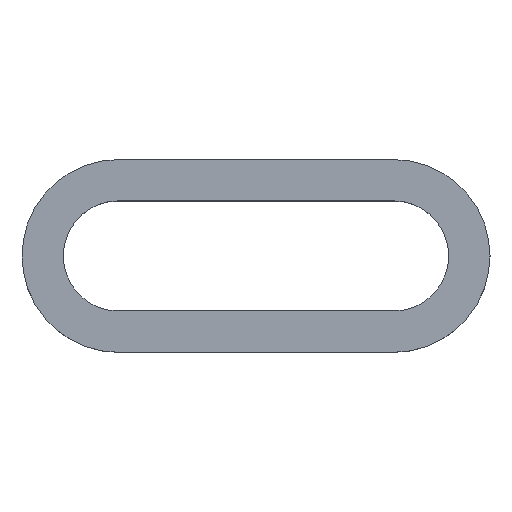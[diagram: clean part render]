
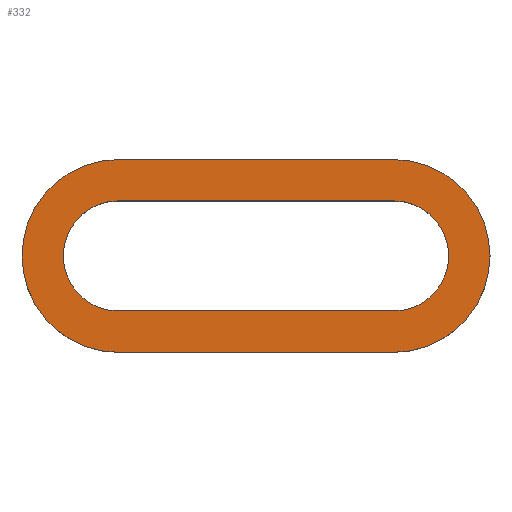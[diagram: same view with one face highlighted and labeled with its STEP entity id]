
A CAD part, top view. The second image highlights one B-rep face of the part: STEP entity #332.
In plain terms, the highlighted planar face has unit normal (0, 0, 1).
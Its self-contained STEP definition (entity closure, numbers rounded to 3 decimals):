
#34=CARTESIAN_POINT('',(-4.2,0.,19.8));
#35=VERTEX_POINT('',#34);
#51=CARTESIAN_POINT('',(-3.,1.2,19.8));
#52=VERTEX_POINT('',#51);
#59=CARTESIAN_POINT('',(-3.,0.,19.8));
#60=DIRECTION('',(0.,0.,1.));
#61=DIRECTION('',(1.,0.,-0.));
#62=AXIS2_PLACEMENT_3D('',#59,#60,#61);
#63=CIRCLE('',#62,1.2);
#64=EDGE_CURVE('',#52,#35,#63,.T.);
#82=CARTESIAN_POINT('',(3.,1.2,19.8));
#83=VERTEX_POINT('',#82);
#90=CARTESIAN_POINT('',(-3.,1.2,19.8));
#91=DIRECTION('',(1.,0.,-0.));
#92=VECTOR('',#91,6.);
#93=LINE('',#90,#92);
#94=EDGE_CURVE('',#52,#83,#93,.T.);
#114=CARTESIAN_POINT('',(3.,-1.2,19.8));
#115=VERTEX_POINT('',#114);
#122=CARTESIAN_POINT('',(3.,0.,19.8));
#123=DIRECTION('',(0.,0.,1.));
#124=DIRECTION('',(1.,0.,-0.));
#125=AXIS2_PLACEMENT_3D('',#122,#123,#124);
#126=CIRCLE('',#125,1.2);
#127=EDGE_CURVE('',#115,#83,#126,.T.);
#148=CARTESIAN_POINT('',(-3.,2.1,19.8));
#149=VERTEX_POINT('',#148);
#156=CARTESIAN_POINT('',(3.,2.1,19.8));
#157=VERTEX_POINT('',#156);
#158=CARTESIAN_POINT('',(-3.,2.1,19.8));
#159=DIRECTION('',(1.,0.,-0.));
#160=VECTOR('',#159,6.);
#161=LINE('',#158,#160);
#162=EDGE_CURVE('',#149,#157,#161,.T.);
#180=CARTESIAN_POINT('',(-5.1,0.,19.8));
#181=VERTEX_POINT('',#180);
#188=CARTESIAN_POINT('',(-3.,0.,19.8));
#189=DIRECTION('',(0.,0.,1.));
#190=DIRECTION('',(1.,0.,-0.));
#191=AXIS2_PLACEMENT_3D('',#188,#189,#190);
#192=CIRCLE('',#191,2.1);
#193=EDGE_CURVE('',#149,#181,#192,.T.);
#221=CARTESIAN_POINT('',(3.,-2.1,19.8));
#222=VERTEX_POINT('',#221);
#229=CARTESIAN_POINT('',(-3.,-2.1,19.8));
#230=VERTEX_POINT('',#229);
#231=CARTESIAN_POINT('',(3.,-2.1,19.8));
#232=DIRECTION('',(-1.,0.,0.));
#233=VECTOR('',#232,6.);
#234=LINE('',#231,#233);
#235=EDGE_CURVE('',#222,#230,#234,.T.);
#259=CARTESIAN_POINT('',(3.,0.,19.8));
#260=DIRECTION('',(0.,0.,1.));
#261=DIRECTION('',(1.,0.,-0.));
#262=AXIS2_PLACEMENT_3D('',#259,#260,#261);
#263=CIRCLE('',#262,2.1);
#264=EDGE_CURVE('',#222,#157,#263,.T.);
#283=CARTESIAN_POINT('',(-3.,-1.2,19.8));
#284=VERTEX_POINT('',#283);
#291=CARTESIAN_POINT('',(3.,-1.2,19.8));
#292=DIRECTION('',(-1.,0.,0.));
#293=VECTOR('',#292,6.);
#294=LINE('',#291,#293);
#295=EDGE_CURVE('',#115,#284,#294,.T.);
#301=CARTESIAN_POINT('',(0.,0.,19.8));
#302=DIRECTION('',(0.,0.,1.));
#303=DIRECTION('',(1.,0.,0.));
#304=AXIS2_PLACEMENT_3D('',#301,#302,#303);
#305=PLANE('',#304);
#306=ORIENTED_EDGE('',*,*,#162,.F.);
#307=ORIENTED_EDGE('',*,*,#193,.T.);
#308=CARTESIAN_POINT('',(-3.,0.,19.8));
#309=DIRECTION('',(0.,0.,1.));
#310=DIRECTION('',(1.,0.,-0.));
#311=AXIS2_PLACEMENT_3D('',#308,#309,#310);
#312=CIRCLE('',#311,2.1);
#313=EDGE_CURVE('',#181,#230,#312,.T.);
#314=ORIENTED_EDGE('',*,*,#313,.T.);
#315=ORIENTED_EDGE('',*,*,#235,.F.);
#316=ORIENTED_EDGE('',*,*,#264,.T.);
#317=EDGE_LOOP('',(#306,#307,#314,#315,#316));
#318=FACE_BOUND('',#317,.T.);
#319=CARTESIAN_POINT('',(-3.,0.,19.8));
#320=DIRECTION('',(0.,0.,1.));
#321=DIRECTION('',(1.,0.,-0.));
#322=AXIS2_PLACEMENT_3D('',#319,#320,#321);
#323=CIRCLE('',#322,1.2);
#324=EDGE_CURVE('',#35,#284,#323,.T.);
#325=ORIENTED_EDGE('',*,*,#324,.F.);
#326=ORIENTED_EDGE('',*,*,#64,.F.);
#327=ORIENTED_EDGE('',*,*,#94,.T.);
#328=ORIENTED_EDGE('',*,*,#127,.F.);
#329=ORIENTED_EDGE('',*,*,#295,.T.);
#330=EDGE_LOOP('',(#325,#326,#327,#328,#329));
#331=FACE_BOUND('',#330,.T.);
#332=ADVANCED_FACE('',(#318,#331),#305,.T.);
